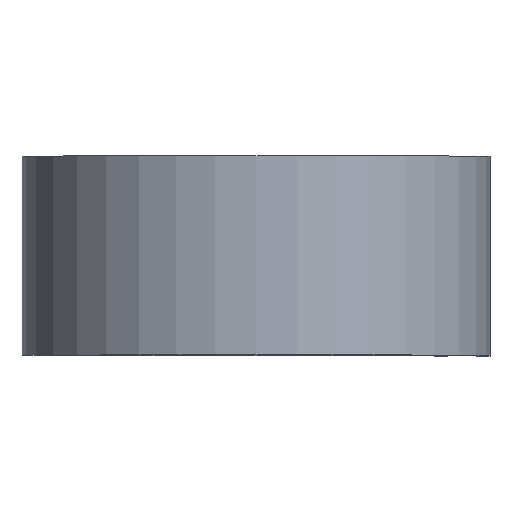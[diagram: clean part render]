
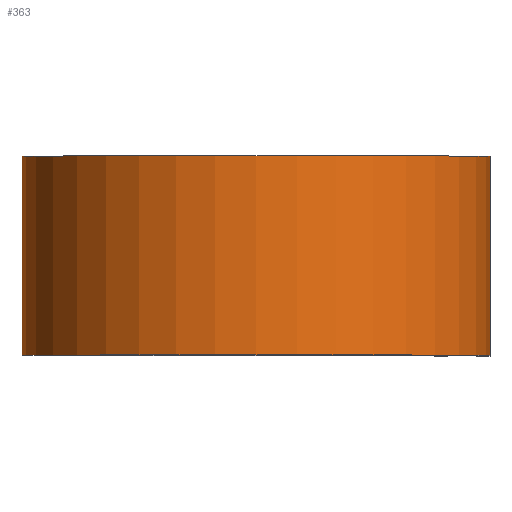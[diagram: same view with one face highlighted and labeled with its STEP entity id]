
A CAD part, top view. The second image highlights one B-rep face of the part: STEP entity #363.
In plain terms, the highlighted cylindrical face has radius 26.124 mm (diameter 52.248 mm), a partial arc.
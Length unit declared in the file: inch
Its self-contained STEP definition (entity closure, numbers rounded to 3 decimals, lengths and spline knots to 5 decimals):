
#1 = ORIENTED_EDGE ( 'NONE', *, *, #453, .T. ) ;
#37 = CARTESIAN_POINT ( 'NONE',  ( 0., 0.4375, 0. ) ) ;
#56 = ORIENTED_EDGE ( 'NONE', *, *, #553, .F. ) ;
#123 = DIRECTION ( 'NONE',  ( 0., -1., 0. ) ) ;
#126 = ORIENTED_EDGE ( 'NONE', *, *, #248, .T. ) ;
#134 = DIRECTION ( 'NONE',  ( 1., 0., 0. ) ) ;
#175 = CARTESIAN_POINT ( 'NONE',  ( 0., 0.4375, -1.0285 ) ) ;
#183 = CARTESIAN_POINT ( 'NONE',  ( 1.0285, 0.4375, 0. ) ) ;
#213 = AXIS2_PLACEMENT_3D ( 'NONE', #37, #296, #134 ) ;
#220 = DIRECTION ( 'NONE',  ( 1., 0., 0. ) ) ;
#240 = AXIS2_PLACEMENT_3D ( 'NONE', #339, #123, #286 ) ;
#248 = EDGE_CURVE ( 'NONE', #282, #475, #528, .T. ) ;
#250 = DIRECTION ( 'NONE',  ( 0., 1., 0. ) ) ;
#264 = VERTEX_POINT ( 'NONE', #175 ) ;
#266 = EDGE_CURVE ( 'NONE', #415, #475, #492, .T. ) ;
#282 = VERTEX_POINT ( 'NONE', #383 ) ;
#286 = DIRECTION ( 'NONE',  ( 0., 0., -1. ) ) ;
#295 = CARTESIAN_POINT ( 'NONE',  ( 0., -0.4375, 0. ) ) ;
#296 = DIRECTION ( 'NONE',  ( 0., 1., 0. ) ) ;
#339 = CARTESIAN_POINT ( 'NONE',  ( 0., 0.4375, 0. ) ) ;
#351 = DIRECTION ( 'NONE',  ( 0., -1., 0. ) ) ;
#363 = ADVANCED_FACE ( 'NONE', ( #608 ), #462, .T. ) ;
#369 = ORIENTED_EDGE ( 'NONE', *, *, #266, .F. ) ;
#378 = CARTESIAN_POINT ( 'NONE',  ( 1.0285, 0.4375, 0. ) ) ;
#381 = AXIS2_PLACEMENT_3D ( 'NONE', #295, #250, #220 ) ;
#383 = CARTESIAN_POINT ( 'NONE',  ( 0., -0.4375, -1.0285 ) ) ;
#389 = CARTESIAN_POINT ( 'NONE',  ( 0., 0.4375, -1.0285 ) ) ;
#403 = EDGE_LOOP ( 'NONE', ( #126, #369, #56, #1 ) ) ;
#404 = CARTESIAN_POINT ( 'NONE',  ( 1.0285, -0.4375, 0. ) ) ;
#415 = VERTEX_POINT ( 'NONE', #183 ) ;
#423 = DIRECTION ( 'NONE',  ( 0., -1., 0. ) ) ;
#453 = EDGE_CURVE ( 'NONE', #264, #282, #552, .T. ) ;
#462 = CYLINDRICAL_SURFACE ( 'NONE', #240, 1.0285 ) ;
#475 = VERTEX_POINT ( 'NONE', #404 ) ;
#492 = LINE ( 'NONE', #378, #500 ) ;
#500 = VECTOR ( 'NONE', #423, 39.37008 ) ;
#528 = CIRCLE ( 'NONE', #381, 1.0285 ) ;
#546 = CIRCLE ( 'NONE', #213, 1.0285 ) ;
#552 = LINE ( 'NONE', #389, #567 ) ;
#553 = EDGE_CURVE ( 'NONE', #264, #415, #546, .T. ) ;
#567 = VECTOR ( 'NONE', #351, 39.37008 ) ;
#608 = FACE_OUTER_BOUND ( 'NONE', #403, .T. ) ;
